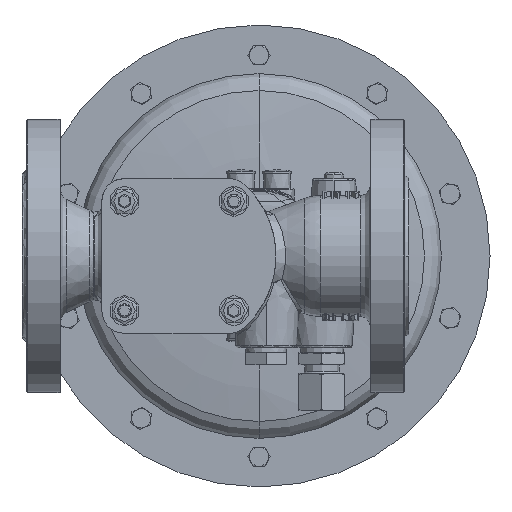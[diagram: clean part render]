
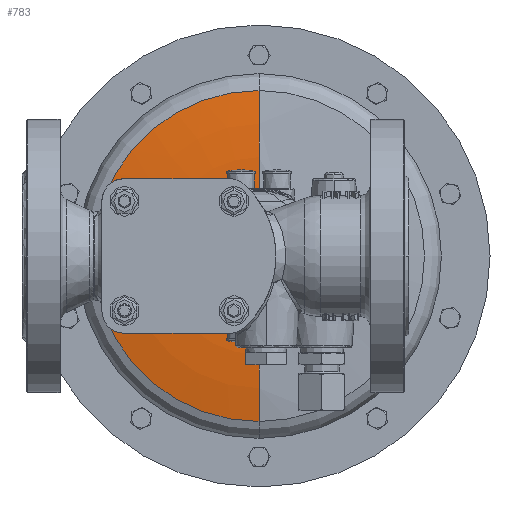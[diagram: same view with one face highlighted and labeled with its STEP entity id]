
A CAD part, front view. The second image highlights one B-rep face of the part: STEP entity #783.
In plain terms, the highlighted toroidal (fillet/blend) face has major radius 27 mm and minor radius 252.5 mm.
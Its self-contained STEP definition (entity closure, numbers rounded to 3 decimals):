
#783 = ADVANCED_FACE ( 'NONE', ( #19448 ), #86459, .T. ) ;
#2039 = CARTESIAN_POINT ( 'NONE',  ( 0., 3.749, 0. ) ) ;
#2542 = CARTESIAN_POINT ( 'NONE',  ( 0., 0.33, 27. ) ) ;
#6815 = CARTESIAN_POINT ( 'NONE',  ( 0., 0.33, -27. ) ) ;
#8973 = ORIENTED_EDGE ( 'NONE', *, *, #86239, .F. ) ;
#10122 = DIRECTION ( 'NONE',  ( 0., -1., 0. ) ) ;
#10184 = ORIENTED_EDGE ( 'NONE', *, *, #86893, .F. ) ;
#12924 = CARTESIAN_POINT ( 'NONE',  ( 0., 252.83, 27. ) ) ;
#17438 = CARTESIAN_POINT ( 'NONE',  ( 0., 3.749, -68.41 ) ) ;
#18298 = DIRECTION ( 'NONE',  ( 0., 0., -1. ) ) ;
#19448 = FACE_OUTER_BOUND ( 'NONE', #55563, .T. ) ;
#21422 = VERTEX_POINT ( 'NONE', #2542 ) ;
#25973 = CIRCLE ( 'NONE', #88460, 252.5 ) ;
#28587 = AXIS2_PLACEMENT_3D ( 'NONE', #12924, #56108, #61990 ) ;
#28595 = EDGE_CURVE ( 'NONE', #71384, #21422, #50325, .T. ) ;
#30834 = CIRCLE ( 'NONE', #28587, 252.5 ) ;
#42266 = DIRECTION ( 'NONE',  ( 0., 0., 1. ) ) ;
#43229 = CARTESIAN_POINT ( 'NONE',  ( 0., 252.83, 0. ) ) ;
#44131 = DIRECTION ( 'NONE',  ( 0., 0., -1. ) ) ;
#49293 = DIRECTION ( 'NONE',  ( 1., 0., 0. ) ) ;
#50325 = CIRCLE ( 'NONE', #59386, 27. ) ;
#51076 = DIRECTION ( 'NONE',  ( 0., 1., 0. ) ) ;
#53261 = CARTESIAN_POINT ( 'NONE',  ( 0., 0.33, 0. ) ) ;
#55563 = EDGE_LOOP ( 'NONE', ( #10184, #83983, #81718, #8973 ) ) ;
#56108 = DIRECTION ( 'NONE',  ( 1., 0., 0. ) ) ;
#59386 = AXIS2_PLACEMENT_3D ( 'NONE', #53261, #60609, #18298 ) ;
#60609 = DIRECTION ( 'NONE',  ( 0., 1., 0. ) ) ;
#61103 = EDGE_CURVE ( 'NONE', #71384, #62874, #25973, .T. ) ;
#61990 = DIRECTION ( 'NONE',  ( 0., 0., -1. ) ) ;
#62537 = CARTESIAN_POINT ( 'NONE',  ( 0., 252.83, -27. ) ) ;
#62874 = VERTEX_POINT ( 'NONE', #17438 ) ;
#71361 = DIRECTION ( 'NONE',  ( 0., 0., 1. ) ) ;
#71384 = VERTEX_POINT ( 'NONE', #6815 ) ;
#77172 = VERTEX_POINT ( 'NONE', #88367 ) ;
#81718 = ORIENTED_EDGE ( 'NONE', *, *, #28595, .T. ) ;
#83983 = ORIENTED_EDGE ( 'NONE', *, *, #61103, .F. ) ;
#84434 = CIRCLE ( 'NONE', #86756, 68.41 ) ;
#86239 = EDGE_CURVE ( 'NONE', #77172, #21422, #30834, .T. ) ;
#86459 = TOROIDAL_SURFACE ( 'NONE', #90577, 27., 252.5 ) ;
#86756 = AXIS2_PLACEMENT_3D ( 'NONE', #2039, #51076, #71361 ) ;
#86893 = EDGE_CURVE ( 'NONE', #62874, #77172, #84434, .T. ) ;
#88367 = CARTESIAN_POINT ( 'NONE',  ( 0., 3.749, 68.41 ) ) ;
#88460 = AXIS2_PLACEMENT_3D ( 'NONE', #62537, #49293, #42266 ) ;
#90577 = AXIS2_PLACEMENT_3D ( 'NONE', #43229, #10122, #44131 ) ;
